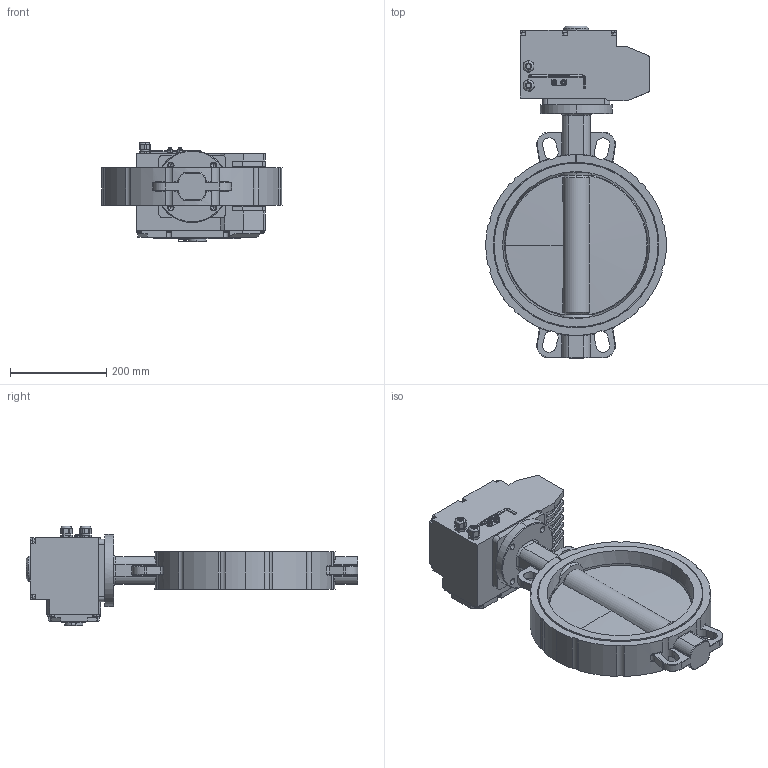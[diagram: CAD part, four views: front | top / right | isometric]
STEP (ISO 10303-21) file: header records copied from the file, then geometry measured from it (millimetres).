
FILE_DESCRIPTION (( 'STEP AP203' ), '1' );
FILE_NAME ('J9_DN300_AOX.STEP', '2023-02-17T09:49:43', ( '' ), ( '' ), 'SwSTEP 2.0', 'SolidWorks 2017', '' );
FILE_SCHEMA (( 'CONFIG_CONTROL_DESIGN' ));
Length unit declared in the file: millimetre
Products named in the file (1): J9_DN300_AOX
Bounding box: 375.49 x 691 x 207 mm (x, y, z)
Volume: 11478816.8 mm3; surface area: 705051 mm2
Topology: 1 solids, 8 shells, 1131 faces, 2901 edges, 1780 vertices
Faces by surface type: plane 554, cylinder 304, cone 136, torus 111, bspline 18, sphere 8
Entity records: 36103 total; most frequent: CARTESIAN_POINT 8747, DIRECTION 5789, ORIENTED_EDGE 5688, EDGE_CURVE 2844, AXIS2_PLACEMENT_3D 2107, VERTEX_POINT 1780, VECTOR 1575, LINE 1575
